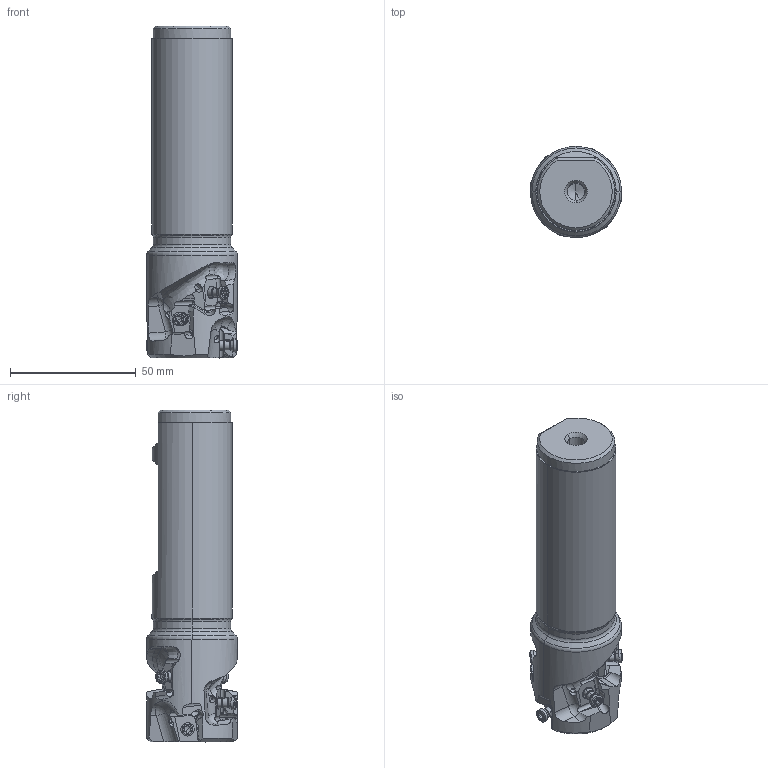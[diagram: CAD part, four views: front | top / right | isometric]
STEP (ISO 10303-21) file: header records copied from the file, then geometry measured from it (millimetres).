
FILE_DESCRIPTION(/* description */ (''),/* implementation_level */ '2;1');
FILE_NAME(/* name */ 'VPX300UR242FA20S1206.stp',/* time_stamp */ '2021-06-22T11:13:32+09:00',/* author */ (''),/* organization */ (''),/* preprocessor_version */ 'ST-DEVELOPER v16',/* originating_system */ 'SIEMENS PLM Software NX 10.0',/* authorisation */ '');
FILE_SCHEMA (('AUTOMOTIVE_DESIGN { 1 0 10303 214 3 1 1 1 }'));
Length unit declared in the file: millimetre
Products named in the file (1): VPX300UR242FA20S1206_ASM
Bounding box: 36.1 x 36.1 x 131.75 mm (x, y, z)
Volume: 95631 mm3; surface area: 21352.2 mm2
Topology: 7 solids, 7 shells, 678 faces, 1890 edges, 1209 vertices
Faces by surface type: cylinder 301, plane 174, cone 97, sphere 48, torus 36, bspline 14, extrusion 8
Entity records: 29295 total; most frequent: CARTESIAN_POINT 12255, ORIENTED_EDGE 3684, DIRECTION 3407, EDGE_CURVE 1842, AXIS2_PLACEMENT_3D 1379, VERTEX_POINT 1200, EDGE_LOOP 712, ADVANCED_FACE 678
